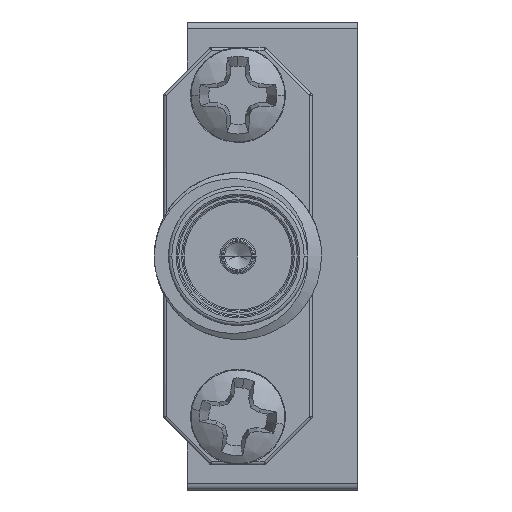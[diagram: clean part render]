
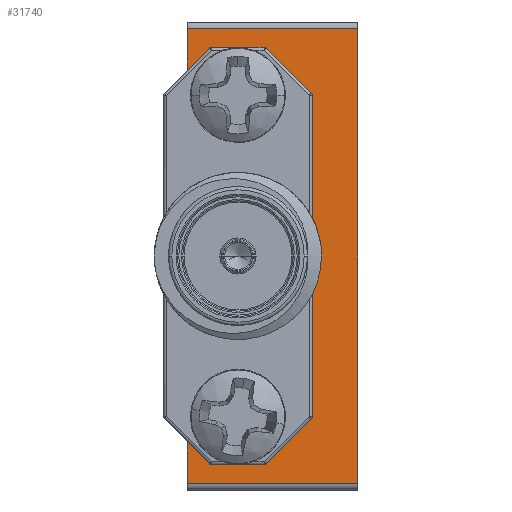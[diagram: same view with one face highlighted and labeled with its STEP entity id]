
A CAD part, left-side view. The second image highlights one B-rep face of the part: STEP entity #31740.
In plain terms, the highlighted planar face has unit normal (-1, 0, 0).
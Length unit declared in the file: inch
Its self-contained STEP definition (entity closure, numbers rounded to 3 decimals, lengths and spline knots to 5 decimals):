
#1979 = CARTESIAN_POINT ( 'NONE',  ( 0., -0.285, 0.17 ) ) ;
#3639 = CARTESIAN_POINT ( 'NONE',  ( 0., -0.285, -0.372 ) ) ;
#4022 = DIRECTION ( 'NONE',  ( 0., -1., 0. ) ) ;
#4125 = LINE ( 'NONE', #38925, #22899 ) ;
#4252 = VECTOR ( 'NONE', #29598, 39.37008 ) ;
#4269 = LINE ( 'NONE', #47363, #33950 ) ;
#4982 = VERTEX_POINT ( 'NONE', #31919 ) ;
#5006 = CARTESIAN_POINT ( 'NONE',  ( 0., -0.03, 0.012 ) ) ;
#5582 = VERTEX_POINT ( 'NONE', #15797 ) ;
#6238 = ORIENTED_EDGE ( 'NONE', *, *, #45480, .F. ) ;
#7096 = DIRECTION ( 'NONE',  ( 0., 0., -1. ) ) ;
#7780 = EDGE_LOOP ( 'NONE', ( #11895, #36965, #38804, #30120, #48065, #17912, #6238, #42663 ) ) ;
#7955 = CARTESIAN_POINT ( 'NONE',  ( 0., -0.106, 0.0605 ) ) ;
#8036 = CARTESIAN_POINT ( 'NONE',  ( 0., -0.285, -0.52 ) ) ;
#9462 = LINE ( 'NONE', #1979, #13701 ) ;
#10160 = PLANE ( 'NONE',  #30416 ) ;
#10546 = VECTOR ( 'NONE', #11587, 39.37008 ) ;
#10894 = DIRECTION ( 'NONE',  ( 1., 0., 0. ) ) ;
#10924 = LINE ( 'NONE', #3639, #27212 ) ;
#10981 = VERTEX_POINT ( 'NONE', #32608 ) ;
#11027 = CARTESIAN_POINT ( 'NONE',  ( 0., -0.106, 0.0605 ) ) ;
#11587 = DIRECTION ( 'NONE',  ( 0., -1., 0. ) ) ;
#11895 = ORIENTED_EDGE ( 'NONE', *, *, #28048, .F. ) ;
#12737 = DIRECTION ( 'NONE',  ( 0., 0., 1. ) ) ;
#13253 = LINE ( 'NONE', #27258, #48220 ) ;
#13487 = VERTEX_POINT ( 'NONE', #28162 ) ;
#13701 = VECTOR ( 'NONE', #24941, 39.37008 ) ;
#15487 = DIRECTION ( 'NONE',  ( 0., 1., 0. ) ) ;
#15797 = CARTESIAN_POINT ( 'NONE',  ( 0., -0.03, -0.52 ) ) ;
#16050 = VERTEX_POINT ( 'NONE', #23675 ) ;
#16438 = AXIS2_PLACEMENT_3D ( 'NONE', #16500, #28594, #47486 ) ;
#16500 = CARTESIAN_POINT ( 'NONE',  ( 0., -0.106, -0.4205 ) ) ;
#16613 = CARTESIAN_POINT ( 'NONE',  ( 0., -0.106, -0.4635 ) ) ;
#16635 = CARTESIAN_POINT ( 'NONE',  ( 0., -0.106, -0.4205 ) ) ;
#16657 = EDGE_CURVE ( 'NONE', #5582, #10981, #21437, .T. ) ;
#17842 = CIRCLE ( 'NONE', #46025, 0.043 ) ;
#17912 = ORIENTED_EDGE ( 'NONE', *, *, #23755, .T. ) ;
#17986 = VERTEX_POINT ( 'NONE', #42492 ) ;
#18732 = EDGE_CURVE ( 'NONE', #4982, #46616, #9462, .T. ) ;
#19878 = DIRECTION ( 'NONE',  ( 0., 0., 1. ) ) ;
#20720 = EDGE_LOOP ( 'NONE', ( #44292, #31240 ) ) ;
#20787 = CIRCLE ( 'NONE', #27266, 0.043 ) ;
#21437 = LINE ( 'NONE', #33032, #24331 ) ;
#21546 = EDGE_CURVE ( 'NONE', #13487, #36694, #36546, .T. ) ;
#22068 = FACE_OUTER_BOUND ( 'NONE', #7780, .T. ) ;
#22543 = EDGE_CURVE ( 'NONE', #35433, #28575, #25489, .T. ) ;
#22899 = VECTOR ( 'NONE', #15487, 39.37008 ) ;
#23570 = DIRECTION ( 'NONE',  ( 0., 0., 1. ) ) ;
#23675 = CARTESIAN_POINT ( 'NONE',  ( 0., -0.178, -0.372 ) ) ;
#23755 = EDGE_CURVE ( 'NONE', #4982, #36192, #4125, .T. ) ;
#24331 = VECTOR ( 'NONE', #23570, 39.37008 ) ;
#24412 = ORIENTED_EDGE ( 'NONE', *, *, #21546, .F. ) ;
#24941 = DIRECTION ( 'NONE',  ( 0., 0., -1. ) ) ;
#25303 = CARTESIAN_POINT ( 'NONE',  ( 0., -0.106, 0.0175 ) ) ;
#25489 = CIRCLE ( 'NONE', #46400, 0.043 ) ;
#26304 = CARTESIAN_POINT ( 'NONE',  ( 0., -0.178, -0.362 ) ) ;
#26340 = FACE_BOUND ( 'NONE', #20720, .T. ) ;
#27212 = VECTOR ( 'NONE', #41690, 39.37008 ) ;
#27258 = CARTESIAN_POINT ( 'NONE',  ( 0., -0.285, 0.012 ) ) ;
#27266 = AXIS2_PLACEMENT_3D ( 'NONE', #7955, #42531, #12737 ) ;
#27465 = CARTESIAN_POINT ( 'NONE',  ( 0., -0.285, -0.52 ) ) ;
#28048 = EDGE_CURVE ( 'NONE', #16050, #17986, #29353, .T. ) ;
#28162 = CARTESIAN_POINT ( 'NONE',  ( 0., -0.106, -0.3775 ) ) ;
#28245 = EDGE_LOOP ( 'NONE', ( #24412, #42758 ) ) ;
#28575 = VERTEX_POINT ( 'NONE', #31255 ) ;
#28594 = DIRECTION ( 'NONE',  ( -1., 0., 0. ) ) ;
#29353 = LINE ( 'NONE', #26304, #4252 ) ;
#29598 = DIRECTION ( 'NONE',  ( 0., 0., 1. ) ) ;
#30120 = ORIENTED_EDGE ( 'NONE', *, *, #34463, .T. ) ;
#30416 = AXIS2_PLACEMENT_3D ( 'NONE', #45474, #10894, #7096 ) ;
#31090 = LINE ( 'NONE', #8036, #10546 ) ;
#31240 = ORIENTED_EDGE ( 'NONE', *, *, #22543, .F. ) ;
#31255 = CARTESIAN_POINT ( 'NONE',  ( 0., -0.106, 0.1035 ) ) ;
#31740 = ADVANCED_FACE ( 'NONE', ( #33650, #26340, #22068 ), #10160, .F. ) ;
#31919 = CARTESIAN_POINT ( 'NONE',  ( 0., -0.285, 0.16 ) ) ;
#32608 = CARTESIAN_POINT ( 'NONE',  ( 0., -0.03, -0.372 ) ) ;
#32912 = EDGE_CURVE ( 'NONE', #28575, #35433, #20787, .T. ) ;
#33032 = CARTESIAN_POINT ( 'NONE',  ( 0., -0.03, -0.53 ) ) ;
#33650 = FACE_BOUND ( 'NONE', #28245, .T. ) ;
#33950 = VECTOR ( 'NONE', #46628, 39.37008 ) ;
#34463 = EDGE_CURVE ( 'NONE', #5582, #46616, #31090, .T. ) ;
#35433 = VERTEX_POINT ( 'NONE', #25303 ) ;
#36034 = DIRECTION ( 'NONE',  ( -1., 0., 0. ) ) ;
#36192 = VERTEX_POINT ( 'NONE', #36198 ) ;
#36198 = CARTESIAN_POINT ( 'NONE',  ( 0., -0.03, 0.16 ) ) ;
#36546 = CIRCLE ( 'NONE', #16438, 0.043 ) ;
#36694 = VERTEX_POINT ( 'NONE', #16613 ) ;
#36965 = ORIENTED_EDGE ( 'NONE', *, *, #43124, .T. ) ;
#38804 = ORIENTED_EDGE ( 'NONE', *, *, #16657, .F. ) ;
#38816 = DIRECTION ( 'NONE',  ( 0., 0., 1. ) ) ;
#38925 = CARTESIAN_POINT ( 'NONE',  ( 0., -0.285, 0.16 ) ) ;
#41690 = DIRECTION ( 'NONE',  ( 0., 1., 0. ) ) ;
#42301 = DIRECTION ( 'NONE',  ( -1., 0., 0. ) ) ;
#42492 = CARTESIAN_POINT ( 'NONE',  ( 0., -0.178, 0.012 ) ) ;
#42531 = DIRECTION ( 'NONE',  ( -1., 0., 0. ) ) ;
#42663 = ORIENTED_EDGE ( 'NONE', *, *, #44620, .T. ) ;
#42758 = ORIENTED_EDGE ( 'NONE', *, *, #45456, .F. ) ;
#43124 = EDGE_CURVE ( 'NONE', #16050, #10981, #10924, .T. ) ;
#44292 = ORIENTED_EDGE ( 'NONE', *, *, #32912, .F. ) ;
#44620 = EDGE_CURVE ( 'NONE', #48248, #17986, #13253, .T. ) ;
#45456 = EDGE_CURVE ( 'NONE', #36694, #13487, #17842, .T. ) ;
#45474 = CARTESIAN_POINT ( 'NONE',  ( 0., -0.285, 0.17 ) ) ;
#45480 = EDGE_CURVE ( 'NONE', #48248, #36192, #4269, .T. ) ;
#46025 = AXIS2_PLACEMENT_3D ( 'NONE', #16635, #36034, #38816 ) ;
#46400 = AXIS2_PLACEMENT_3D ( 'NONE', #11027, #42301, #19878 ) ;
#46616 = VERTEX_POINT ( 'NONE', #27465 ) ;
#46628 = DIRECTION ( 'NONE',  ( 0., 0., 1. ) ) ;
#47363 = CARTESIAN_POINT ( 'NONE',  ( 0., -0.03, 0.002 ) ) ;
#47486 = DIRECTION ( 'NONE',  ( 0., 0., 1. ) ) ;
#48065 = ORIENTED_EDGE ( 'NONE', *, *, #18732, .F. ) ;
#48220 = VECTOR ( 'NONE', #4022, 39.37008 ) ;
#48248 = VERTEX_POINT ( 'NONE', #5006 ) ;
